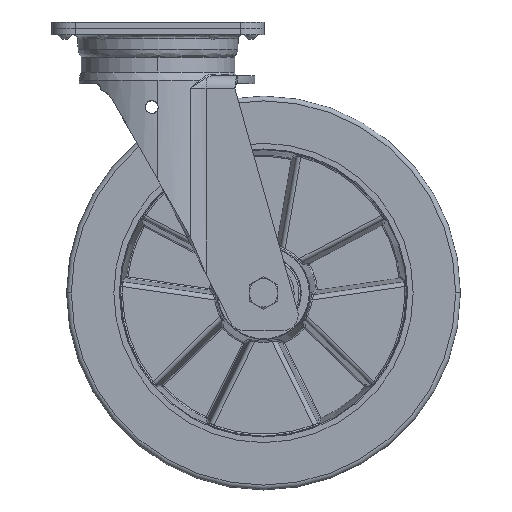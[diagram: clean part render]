
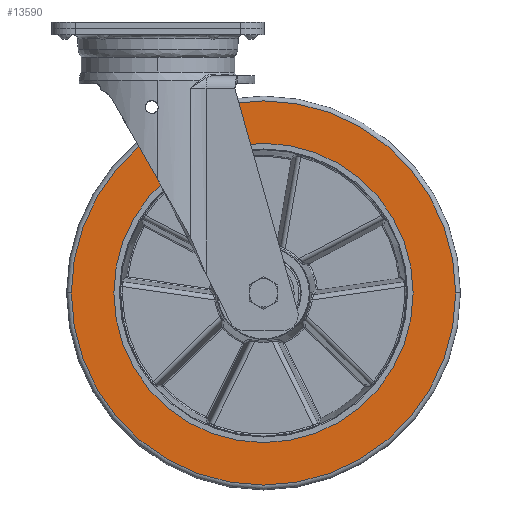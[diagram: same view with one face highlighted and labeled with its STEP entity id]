
A CAD part, top view. The second image highlights one B-rep face of the part: STEP entity #13590.
In plain terms, the highlighted planar face has unit normal (0, 0, 1).
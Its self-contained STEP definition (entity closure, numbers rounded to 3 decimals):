
#1603 = VERTEX_POINT ( 'NONE', #7372 ) ;
#1912 = AXIS2_PLACEMENT_3D ( 'NONE', #23863, #26942, #7488 ) ;
#3685 = CARTESIAN_POINT ( 'NONE',  ( 67., -172., 25. ) ) ;
#4936 = AXIS2_PLACEMENT_3D ( 'NONE', #3685, #10299, #27547 ) ;
#6298 = DIRECTION ( 'NONE',  ( -1., 0., 0. ) ) ;
#6430 = ORIENTED_EDGE ( 'NONE', *, *, #16929, .T. ) ;
#7372 = CARTESIAN_POINT ( 'NONE',  ( 162., -172., 25. ) ) ;
#7488 = DIRECTION ( 'NONE',  ( -1., 0., 0. ) ) ;
#8093 = VERTEX_POINT ( 'NONE', #15356 ) ;
#9332 = DIRECTION ( 'NONE',  ( 0., 0., 1. ) ) ;
#10191 = VERTEX_POINT ( 'NONE', #11825 ) ;
#10299 = DIRECTION ( 'NONE',  ( 0., 0., 1. ) ) ;
#11215 = EDGE_CURVE ( 'NONE', #8093, #30506, #37975, .T. ) ;
#11825 = CARTESIAN_POINT ( 'NONE',  ( -28., -172., 25. ) ) ;
#11911 = CARTESIAN_POINT ( 'NONE',  ( 67., -172., 25. ) ) ;
#12804 = CIRCLE ( 'NONE', #4936, 95. ) ;
#13590 = ADVANCED_FACE ( 'NONE', ( #29280, #34513 ), #20664, .F. ) ;
#13627 = CARTESIAN_POINT ( 'NONE',  ( -55., -172., 25. ) ) ;
#15356 = CARTESIAN_POINT ( 'NONE',  ( 189., -172., 25. ) ) ;
#16235 = CARTESIAN_POINT ( 'NONE',  ( 67., -172., 25. ) ) ;
#16929 = EDGE_CURVE ( 'NONE', #30506, #8093, #42963, .T. ) ;
#17356 = EDGE_CURVE ( 'NONE', #10191, #1603, #19901, .T. ) ;
#18423 = ORIENTED_EDGE ( 'NONE', *, *, #42604, .F. ) ;
#19901 = CIRCLE ( 'NONE', #22687, 95. ) ;
#20124 = EDGE_LOOP ( 'NONE', ( #18423, #22378 ) ) ;
#20664 = PLANE ( 'NONE',  #40435 ) ;
#20684 = ORIENTED_EDGE ( 'NONE', *, *, #11215, .T. ) ;
#21228 = CARTESIAN_POINT ( 'NONE',  ( 67., -77., 25. ) ) ;
#22378 = ORIENTED_EDGE ( 'NONE', *, *, #17356, .F. ) ;
#22687 = AXIS2_PLACEMENT_3D ( 'NONE', #11911, #35313, #32242 ) ;
#23394 = AXIS2_PLACEMENT_3D ( 'NONE', #16235, #9332, #6298 ) ;
#23659 = EDGE_LOOP ( 'NONE', ( #6430, #20684 ) ) ;
#23863 = CARTESIAN_POINT ( 'NONE',  ( 67., -172., 25. ) ) ;
#26942 = DIRECTION ( 'NONE',  ( 0., 0., 1. ) ) ;
#27547 = DIRECTION ( 'NONE',  ( 1., 0., 0. ) ) ;
#27662 = DIRECTION ( 'NONE',  ( -1., 0., 0. ) ) ;
#29280 = FACE_OUTER_BOUND ( 'NONE', #23659, .T. ) ;
#30506 = VERTEX_POINT ( 'NONE', #13627 ) ;
#32242 = DIRECTION ( 'NONE',  ( 1., 0., 0. ) ) ;
#34513 = FACE_BOUND ( 'NONE', #20124, .T. ) ;
#35313 = DIRECTION ( 'NONE',  ( 0., 0., 1. ) ) ;
#37779 = DIRECTION ( 'NONE',  ( 0., 0., -1. ) ) ;
#37975 = CIRCLE ( 'NONE', #23394, 122. ) ;
#40435 = AXIS2_PLACEMENT_3D ( 'NONE', #21228, #37779, #27662 ) ;
#42604 = EDGE_CURVE ( 'NONE', #1603, #10191, #12804, .T. ) ;
#42963 = CIRCLE ( 'NONE', #1912, 122. ) ;
